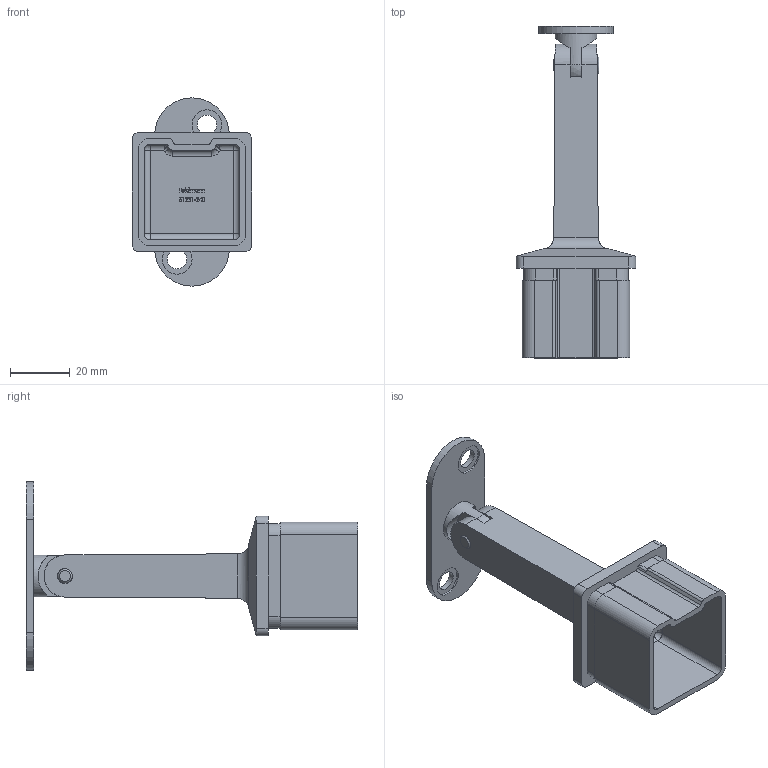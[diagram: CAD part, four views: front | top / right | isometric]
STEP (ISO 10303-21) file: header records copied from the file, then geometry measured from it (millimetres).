
FILE_DESCRIPTION (( 'STEP AP203' ), '1' );
FILE_NAME ('51221-240.STEP', '2021-12-08T12:17:56', ( '' ), ( '' ), 'SwSTEP 2.0', 'SolidWorks 2018', '' );
FILE_SCHEMA (( 'CONFIG_CONTROL_DESIGN' ));
Length unit declared in the file: millimetre
Products named in the file (7): 51221-240 Teil2; 51221-240 Teil3; 51221-240; 51221-240 Teil1_51221-240 Teil1; 51221-240 Teil2_51221-240 Teil2; 51221-240 Teil1; 51221-240 Teil3_M6x12
Assembly tree (3 placements, depth 2):
  51221-240 Teil2
  51221-240 Teil3
  51221-240
    51221-240 Teil1_51221-240 Teil1
    51221-240 Teil2_51221-240 Teil2
    51221-240 Teil3_M6x12
  51221-240 Teil1
Bounding box: 40 x 111 x 63 mm (x, y, z)
Volume: 34467.2 mm3; surface area: 20298.6 mm2
Topology: 3 solids, 3 shells, 348 faces, 903 edges, 586 vertices
Faces by surface type: plane 189, bspline 85, cylinder 58, cone 8, sphere 6, torus 2
Full cylindrical faces by diameter (mm): 4.773 x1, 5 x1, 6.2 x1, 6.5 x3, 10 x2, 12 x1, 12.1 x1, 14 x1
Entity records: 15712 total; most frequent: CARTESIAN_POINT 7250, ORIENTED_EDGE 1752, DIRECTION 1326, EDGE_CURVE 876, VERTEX_POINT 578, LINE 574, VECTOR 574, EDGE_LOOP 402
